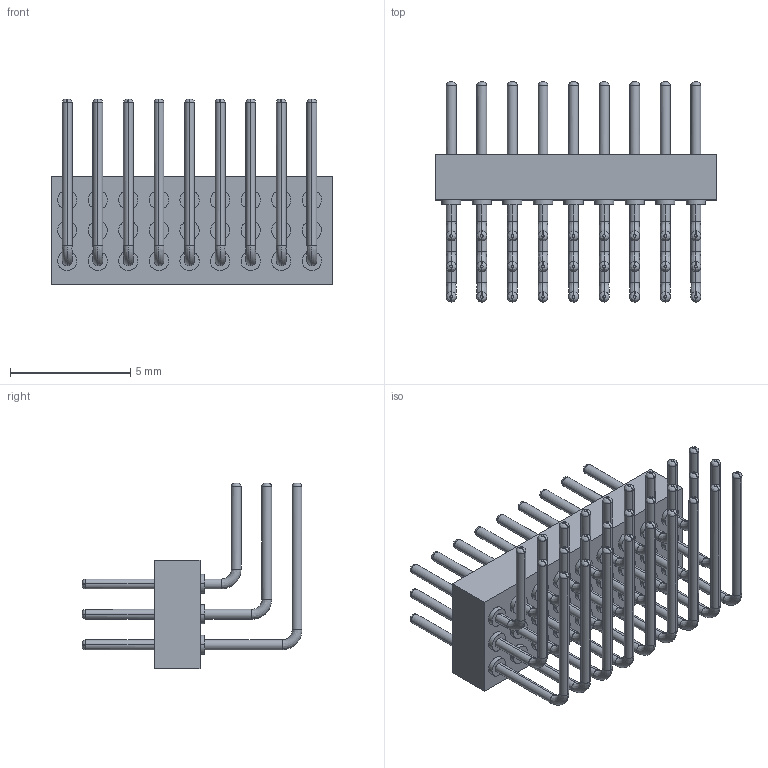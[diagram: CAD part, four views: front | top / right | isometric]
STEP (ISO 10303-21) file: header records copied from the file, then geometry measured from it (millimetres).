
FILE_DESCRIPTION( ('This file contains a STEP AP42 implementation' ,'as created by ZW3D STEP Interface translator.') ,'2;1' );
FILE_NAME( '3514-193XXRXX103X1.stp' ,'231011. 85719', (''), ('ZWCAD Software Co.'), 'Version 1.0', 'ZW3D to STEP translator', '' );
FILE_SCHEMA(('AUTOMOTIVE_DESIGN { 1 0 10303 214 1 1 1 1 }'));
Length unit declared in the file: millimetre
Products named in the file (2): 0; 3514-19320RXX103X1
Bounding box: 11.63 x 9.13 x 7.72 mm (x, y, z)
Volume: 140.4 mm3; surface area: 565.4 mm2
Topology: 1 solids, 19 shells, 741 faces, 1494 edges, 836 vertices
Faces by surface type: bspline 582, plane 87, cone 72
Entity records: 47397 total; most frequent: CARTESIAN_POINT 36904, ORIENTED_EDGE 2916, EDGE_CURVE 1458, B_SPLINE_CURVE_WITH_KNOTS 1436, VERTEX_POINT 836, EDGE_LOOP 822, FACE_OUTER_BOUND 741, ADVANCED_FACE 741
